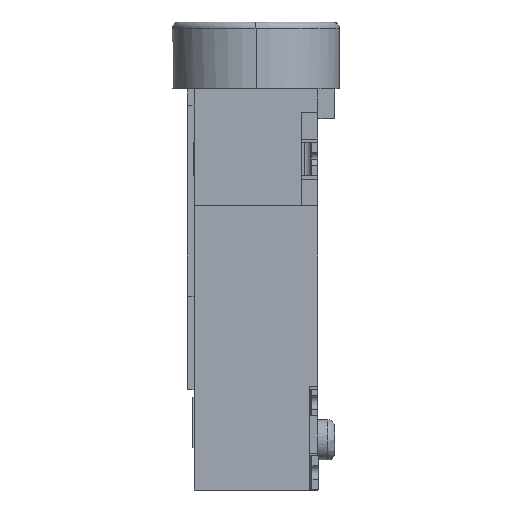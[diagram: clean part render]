
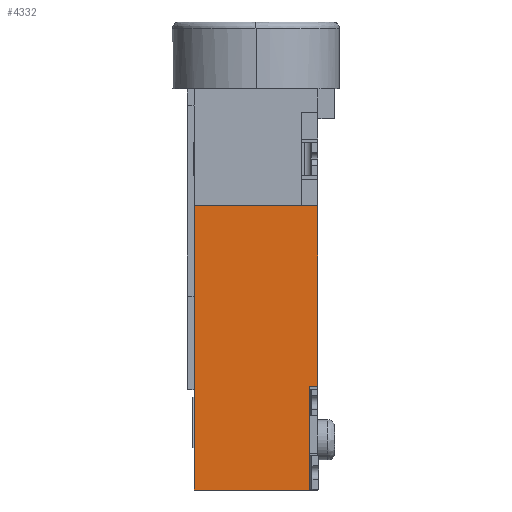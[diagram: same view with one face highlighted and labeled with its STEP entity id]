
A CAD part, left-side view. The second image highlights one B-rep face of the part: STEP entity #4332.
In plain terms, the highlighted planar face has unit normal (-1, 0, 0).
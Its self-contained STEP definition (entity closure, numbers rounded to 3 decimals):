
#19 = EDGE_CURVE ( 'NONE', #16635, #5233, #7888, .T. ) ;
#578 = VERTEX_POINT ( 'NONE', #8963 ) ;
#661 = LINE ( 'NONE', #13774, #15859 ) ;
#833 = EDGE_CURVE ( 'NONE', #5728, #17289, #13810, .T. ) ;
#960 = CARTESIAN_POINT ( 'NONE',  ( -3.1, -1.6, 0. ) ) ;
#1001 = ORIENTED_EDGE ( 'NONE', *, *, #9045, .T. ) ;
#1324 = ORIENTED_EDGE ( 'NONE', *, *, #833, .T. ) ;
#2097 = CARTESIAN_POINT ( 'NONE',  ( -3.1, 1.85, 12. ) ) ;
#2848 = EDGE_CURVE ( 'NONE', #5728, #5233, #14440, .T. ) ;
#3237 = EDGE_CURVE ( 'NONE', #16635, #578, #12987, .T. ) ;
#4332 = ADVANCED_FACE ( 'NONE', ( #8689 ), #12529, .F. ) ;
#5233 = VERTEX_POINT ( 'NONE', #18270 ) ;
#5399 = EDGE_CURVE ( 'NONE', #578, #12485, #6724, .T. ) ;
#5728 = VERTEX_POINT ( 'NONE', #10211 ) ;
#6363 = DIRECTION ( 'NONE',  ( 0., 0., -1. ) ) ;
#6387 = DIRECTION ( 'NONE',  ( 0., -1., 0. ) ) ;
#6485 = CARTESIAN_POINT ( 'NONE',  ( -3.1, -1.6, 12. ) ) ;
#6486 = DIRECTION ( 'NONE',  ( 0., 0., -1. ) ) ;
#6724 = LINE ( 'NONE', #6485, #15769 ) ;
#6728 = ORIENTED_EDGE ( 'NONE', *, *, #3237, .F. ) ;
#7888 = LINE ( 'NONE', #10522, #19101 ) ;
#8689 = FACE_OUTER_BOUND ( 'NONE', #9443, .T. ) ;
#8963 = CARTESIAN_POINT ( 'NONE',  ( -3.1, -1.6, 3.1 ) ) ;
#9045 = EDGE_CURVE ( 'NONE', #17289, #12485, #661, .T. ) ;
#9231 = DIRECTION ( 'NONE',  ( 0., -1., 0. ) ) ;
#9443 = EDGE_LOOP ( 'NONE', ( #6728, #9545, #11562, #1324, #1001, #10430 ) ) ;
#9497 = DIRECTION ( 'NONE',  ( 1., 0., 0. ) ) ;
#9545 = ORIENTED_EDGE ( 'NONE', *, *, #19, .T. ) ;
#9760 = CARTESIAN_POINT ( 'NONE',  ( -3.1, 1.85, 0. ) ) ;
#10211 = CARTESIAN_POINT ( 'NONE',  ( -3.1, 1.85, 8.5 ) ) ;
#10430 = ORIENTED_EDGE ( 'NONE', *, *, #5399, .F. ) ;
#10522 = CARTESIAN_POINT ( 'NONE',  ( -3.1, -1.85, 12. ) ) ;
#11184 = CARTESIAN_POINT ( 'NONE',  ( -3.1, -1.85, 3.1 ) ) ;
#11345 = VECTOR ( 'NONE', #13274, 1000. ) ;
#11562 = ORIENTED_EDGE ( 'NONE', *, *, #2848, .F. ) ;
#12390 = CARTESIAN_POINT ( 'NONE',  ( -3.1, 1.85, 8.5 ) ) ;
#12485 = VERTEX_POINT ( 'NONE', #960 ) ;
#12516 = DIRECTION ( 'NONE',  ( 0., 0., -1. ) ) ;
#12529 = PLANE ( 'NONE',  #13301 ) ;
#12987 = LINE ( 'NONE', #13410, #11345 ) ;
#13274 = DIRECTION ( 'NONE',  ( 0., 1., 0. ) ) ;
#13301 = AXIS2_PLACEMENT_3D ( 'NONE', #18620, #9497, #6363 ) ;
#13410 = CARTESIAN_POINT ( 'NONE',  ( -3.1, 1.85, 3.1 ) ) ;
#13774 = CARTESIAN_POINT ( 'NONE',  ( -3.1, -1.85, 0. ) ) ;
#13810 = LINE ( 'NONE', #2097, #14764 ) ;
#13977 = VECTOR ( 'NONE', #9231, 1000. ) ;
#14440 = LINE ( 'NONE', #12390, #13977 ) ;
#14764 = VECTOR ( 'NONE', #6486, 1000. ) ;
#15769 = VECTOR ( 'NONE', #12516, 1000. ) ;
#15859 = VECTOR ( 'NONE', #6387, 1000. ) ;
#16635 = VERTEX_POINT ( 'NONE', #11184 ) ;
#17289 = VERTEX_POINT ( 'NONE', #9760 ) ;
#18093 = DIRECTION ( 'NONE',  ( 0., 0., 1. ) ) ;
#18270 = CARTESIAN_POINT ( 'NONE',  ( -3.1, -1.85, 8.5 ) ) ;
#18620 = CARTESIAN_POINT ( 'NONE',  ( -3.1, 1.85, 12. ) ) ;
#19101 = VECTOR ( 'NONE', #18093, 1000. ) ;
